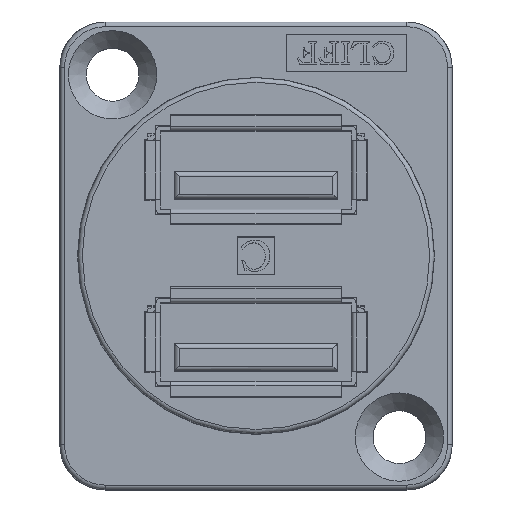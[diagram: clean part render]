
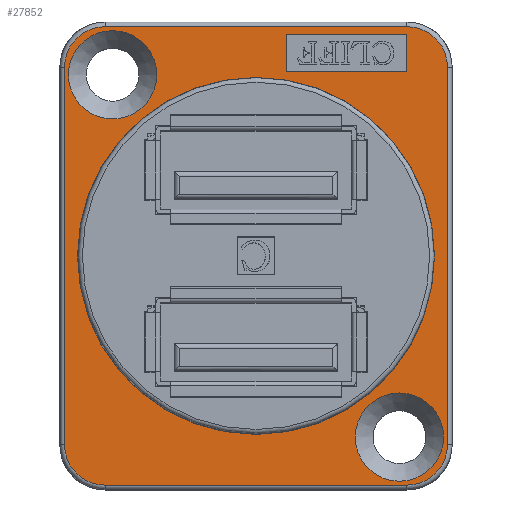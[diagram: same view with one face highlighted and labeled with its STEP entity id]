
A CAD part, top view. The second image highlights one B-rep face of the part: STEP entity #27852.
In plain terms, the highlighted planar face has unit normal (0, 0, 1).
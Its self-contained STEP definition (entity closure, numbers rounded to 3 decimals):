
#2745=FACE_BOUND('',#11466,.T.);
#2746=FACE_BOUND('',#11467,.T.);
#2747=FACE_BOUND('',#11468,.T.);
#2748=FACE_BOUND('',#11469,.T.);
#5374=LINE('',#48428,#8225);
#5377=LINE('',#48434,#8228);
#5380=LINE('',#48440,#8231);
#5383=LINE('',#48444,#8234);
#5586=LINE('',#48980,#8437);
#5589=LINE('',#48995,#8440);
#5591=LINE('',#49007,#8442);
#5593=LINE('',#49019,#8444);
#8225=VECTOR('',#34063,2.5);
#8228=VECTOR('',#34068,8.);
#8231=VECTOR('',#34073,2.5);
#8234=VECTOR('',#34078,8.);
#8437=VECTOR('',#34627,20.);
#8440=VECTOR('',#34644,25.);
#8442=VECTOR('',#34658,20.);
#8444=VECTOR('',#34672,25.);
#9874=FACE_OUTER_BOUND('',#11465,.T.);
#11465=EDGE_LOOP('',(#25390,#25391,#25392,#25393,#25394,#25395,#25396,#25397));
#11466=EDGE_LOOP('',(#25398,#25399,#25400,#25401));
#11467=EDGE_LOOP('',(#25402));
#11468=EDGE_LOOP('',(#25403));
#11469=EDGE_LOOP('',(#25404));
#11650=CIRCLE('',#29156,11.823);
#11655=CIRCLE('',#29163,2.683);
#11659=CIRCLE('',#29169,2.683);
#11663=CIRCLE('',#29175,2.683);
#11666=CIRCLE('',#29180,2.683);
#11669=CIRCLE('',#29188,2.925);
#11670=CIRCLE('',#29189,2.925);
#13961=VERTEX_POINT('',#48425);
#13962=VERTEX_POINT('',#48427);
#13964=VERTEX_POINT('',#48433);
#13966=VERTEX_POINT('',#48439);
#14111=VERTEX_POINT('',#48973);
#14113=VERTEX_POINT('',#48977);
#14114=VERTEX_POINT('',#48979);
#14116=VERTEX_POINT('',#48985);
#14118=VERTEX_POINT('',#48991);
#14120=VERTEX_POINT('',#48997);
#14122=VERTEX_POINT('',#49003);
#14124=VERTEX_POINT('',#49009);
#14126=VERTEX_POINT('',#49015);
#14133=VERTEX_POINT('',#49042);
#14134=VERTEX_POINT('',#49044);
#17602=EDGE_CURVE('',#13962,#13961,#5374,.T.);
#17605=EDGE_CURVE('',#13964,#13962,#5377,.T.);
#17608=EDGE_CURVE('',#13966,#13964,#5380,.T.);
#17611=EDGE_CURVE('',#13961,#13966,#5383,.T.);
#17871=EDGE_CURVE('',#14111,#14111,#11650,.T.);
#17873=EDGE_CURVE('',#14113,#14114,#5586,.T.);
#17878=EDGE_CURVE('',#14114,#14116,#11655,.T.);
#17881=EDGE_CURVE('',#14116,#14118,#5589,.T.);
#17884=EDGE_CURVE('',#14118,#14120,#11659,.T.);
#17887=EDGE_CURVE('',#14120,#14122,#5591,.T.);
#17890=EDGE_CURVE('',#14122,#14124,#11663,.T.);
#17893=EDGE_CURVE('',#14124,#14126,#5593,.T.);
#17895=EDGE_CURVE('',#14126,#14113,#11666,.T.);
#17905=EDGE_CURVE('',#14133,#14133,#11669,.T.);
#17906=EDGE_CURVE('',#14134,#14134,#11670,.T.);
#25390=ORIENTED_EDGE('',*,*,#17873,.F.);
#25391=ORIENTED_EDGE('',*,*,#17895,.F.);
#25392=ORIENTED_EDGE('',*,*,#17893,.F.);
#25393=ORIENTED_EDGE('',*,*,#17890,.F.);
#25394=ORIENTED_EDGE('',*,*,#17887,.F.);
#25395=ORIENTED_EDGE('',*,*,#17884,.F.);
#25396=ORIENTED_EDGE('',*,*,#17881,.F.);
#25397=ORIENTED_EDGE('',*,*,#17878,.F.);
#25398=ORIENTED_EDGE('',*,*,#17602,.T.);
#25399=ORIENTED_EDGE('',*,*,#17611,.T.);
#25400=ORIENTED_EDGE('',*,*,#17608,.T.);
#25401=ORIENTED_EDGE('',*,*,#17605,.T.);
#25402=ORIENTED_EDGE('',*,*,#17871,.T.);
#25403=ORIENTED_EDGE('',*,*,#17905,.T.);
#25404=ORIENTED_EDGE('',*,*,#17906,.T.);
#26431=PLANE('',#29187);
#27852=ADVANCED_FACE('',(#9874,#2745,#2746,#2747,#2748),#26431,.T.);
#29156=AXIS2_PLACEMENT_3D('',#48974,#34621,#34622);
#29163=AXIS2_PLACEMENT_3D('',#48989,#34637,#34638);
#29169=AXIS2_PLACEMENT_3D('',#49001,#34651,#34652);
#29175=AXIS2_PLACEMENT_3D('',#49013,#34665,#34666);
#29180=AXIS2_PLACEMENT_3D('',#49022,#34677,#34678);
#29187=AXIS2_PLACEMENT_3D('',#49041,#34698,#34699);
#29188=AXIS2_PLACEMENT_3D('',#49043,#34700,#34701);
#29189=AXIS2_PLACEMENT_3D('',#49045,#34702,#34703);
#34063=DIRECTION('',(0.,1.,0.));
#34068=DIRECTION('',(-1.,0.,0.));
#34073=DIRECTION('',(0.,-1.,0.));
#34078=DIRECTION('',(1.,0.,0.));
#34621=DIRECTION('center_axis',(0.,0.,-1.));
#34622=DIRECTION('ref_axis',(-1.,0.,0.));
#34627=DIRECTION('',(1.,0.,0.));
#34637=DIRECTION('center_axis',(0.,0.,-1.));
#34638=DIRECTION('ref_axis',(0.707,0.707,0.));
#34644=DIRECTION('',(0.,-1.,0.));
#34651=DIRECTION('center_axis',(0.,0.,-1.));
#34652=DIRECTION('ref_axis',(0.707,-0.707,0.));
#34658=DIRECTION('',(-1.,0.,0.));
#34665=DIRECTION('center_axis',(0.,0.,-1.));
#34666=DIRECTION('ref_axis',(-0.707,-0.707,0.));
#34672=DIRECTION('',(0.,1.,0.));
#34677=DIRECTION('center_axis',(0.,0.,-1.));
#34678=DIRECTION('ref_axis',(-0.707,0.707,0.));
#34698=DIRECTION('center_axis',(0.,0.,1.));
#34699=DIRECTION('ref_axis',(1.,0.,0.));
#34700=DIRECTION('center_axis',(0.,0.,-1.));
#34701=DIRECTION('ref_axis',(1.,0.,0.));
#34702=DIRECTION('center_axis',(0.,0.,-1.));
#34703=DIRECTION('ref_axis',(1.,0.,0.));
#48425=CARTESIAN_POINT('',(-13.195,16.684,8.35));
#48427=CARTESIAN_POINT('',(-13.195,14.184,8.35));
#48428=CARTESIAN_POINT('',(-13.195,9.334,8.35));
#48433=CARTESIAN_POINT('',(-5.195,14.184,8.35));
#48434=CARTESIAN_POINT('',(-14.195,14.184,8.35));
#48439=CARTESIAN_POINT('',(-5.195,16.684,8.35));
#48440=CARTESIAN_POINT('',(-5.195,8.084,8.35));
#48444=CARTESIAN_POINT('',(-10.195,16.684,8.35));
#48973=CARTESIAN_POINT('',(-3.372,1.984,8.35));
#48974=CARTESIAN_POINT('Origin',(-15.195,1.984,8.35));
#48977=CARTESIAN_POINT('',(-25.195,17.166,8.35));
#48979=CARTESIAN_POINT('',(-5.195,17.166,8.35));
#48980=CARTESIAN_POINT('',(-20.195,17.166,8.35));
#48985=CARTESIAN_POINT('',(-2.512,14.484,8.35));
#48989=CARTESIAN_POINT('Origin',(-5.195,14.484,8.35));
#48991=CARTESIAN_POINT('',(-2.512,-10.516,8.35));
#48995=CARTESIAN_POINT('',(-2.512,8.234,8.35));
#48997=CARTESIAN_POINT('',(-5.195,-13.199,8.35));
#49001=CARTESIAN_POINT('Origin',(-5.195,-10.516,8.35));
#49003=CARTESIAN_POINT('',(-25.195,-13.199,8.35));
#49007=CARTESIAN_POINT('',(-10.195,-13.199,8.35));
#49009=CARTESIAN_POINT('',(-27.877,-10.516,8.35));
#49013=CARTESIAN_POINT('Origin',(-25.195,-10.516,8.35));
#49015=CARTESIAN_POINT('',(-27.877,14.484,8.35));
#49019=CARTESIAN_POINT('',(-27.877,-4.266,8.35));
#49022=CARTESIAN_POINT('Origin',(-25.195,14.484,8.35));
#49041=CARTESIAN_POINT('Origin',(-15.195,1.984,8.35));
#49042=CARTESIAN_POINT('',(-2.77,-10.016,8.35));
#49043=CARTESIAN_POINT('Origin',(-5.695,-10.016,8.35));
#49044=CARTESIAN_POINT('',(-21.77,13.984,8.35));
#49045=CARTESIAN_POINT('Origin',(-24.695,13.984,8.35));
